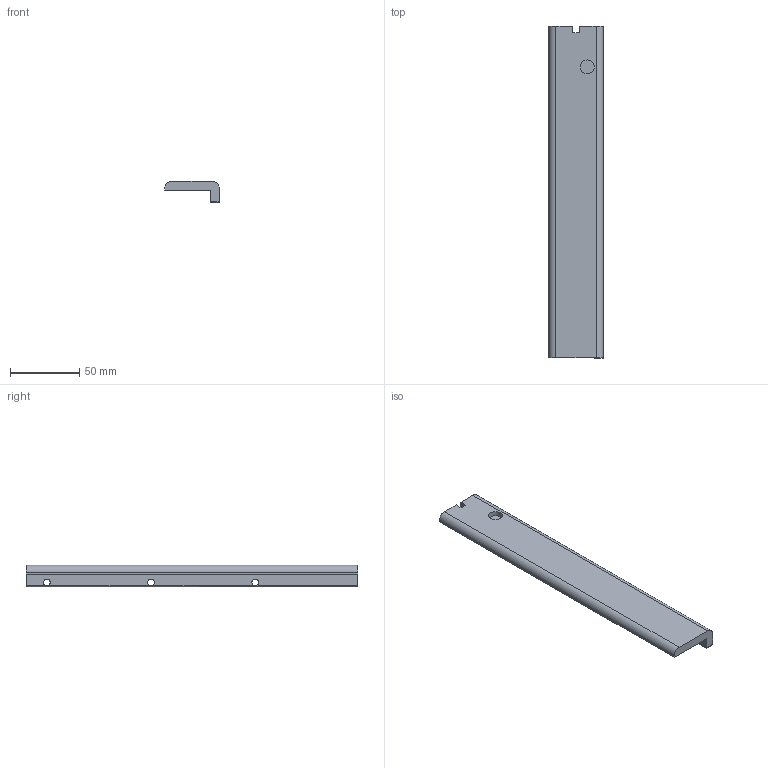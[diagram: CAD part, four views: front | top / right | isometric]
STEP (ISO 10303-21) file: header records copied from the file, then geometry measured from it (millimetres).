
FILE_DESCRIPTION(/* description */ (''),/* implementation_level */ '2;1');
FILE_NAME(/* name */ 'Front Legs.step',/* time_stamp */ '2025-07-31T13:39:24-04:00',/* author */ (''),/* organization */ (''),/* preprocessor_version */ 'ST-DEVELOPER v20.1',/* originating_system */ 'Autodesk Translation Framework v14.10.0.0',/* authorisation */ '');
FILE_SCHEMA (('AUTOMOTIVE_DESIGN { 1 0 10303 214 3 1 1 }'));
Length unit declared in the file: metre
Products named in the file (1): 2025-07-31-13-39-23-633
Bounding box: 39.08 x 239 x 15.35 mm (x, y, z)
Volume: 69570.6 mm3; surface area: 25785 mm2
Topology: 1 solids, 1 shells, 21 faces, 62 edges, 41 vertices
Faces by surface type: plane 13, cylinder 8
Full cylindrical faces by diameter (mm): 4.763 x3, 10 x1
Entity records: 782 total; most frequent: CARTESIAN_POINT 155, ORIENTED_EDGE 124, DIRECTION 121, EDGE_CURVE 62, LINE 41, VECTOR 41, VERTEX_POINT 41, AXIS2_PLACEMENT_3D 40
